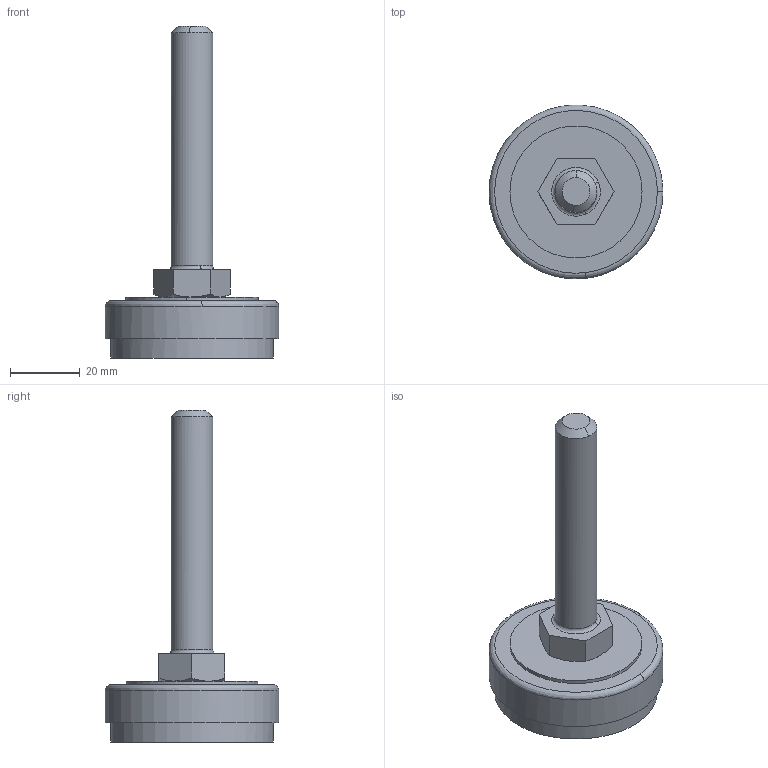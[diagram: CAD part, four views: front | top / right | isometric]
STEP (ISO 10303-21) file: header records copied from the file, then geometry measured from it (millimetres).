
FILE_DESCRIPTION((''),'2;1');
FILE_NAME('','2005-12-14T17:08:22',(''),(''),'','CADfix','');
FILE_SCHEMA(('AUTOMOTIVE_DESIGN'));
Length unit declared in the file: millimetre
Products named in the file (7): washer; rubber pad; retainer; cover; center core; bolt; TM_241_1_8695_36
Assembly tree (6 placements, depth 2):
  TM_241_1_8695_36
    washer
    rubber pad
    retainer
    cover
    center core
    bolt
Bounding box: 50 x 49.95 x 95.5 mm (x, y, z)
Volume: 39095.8 mm3; surface area: 24136.2 mm2
Topology: 6 solids, 6 shells, 115 faces, 352 edges, 258 vertices
Faces by surface type: bspline 115
Entity records: 4526 total; most frequent: CARTESIAN_POINT 2443, ORIENTED_EDGE 704, EDGE_CURVE 352, VERTEX_POINT 258, QUASI_UNIFORM_CURVE 136, EDGE_LOOP 132, FACE_OUTER_BOUND 115, ADVANCED_FACE 115
